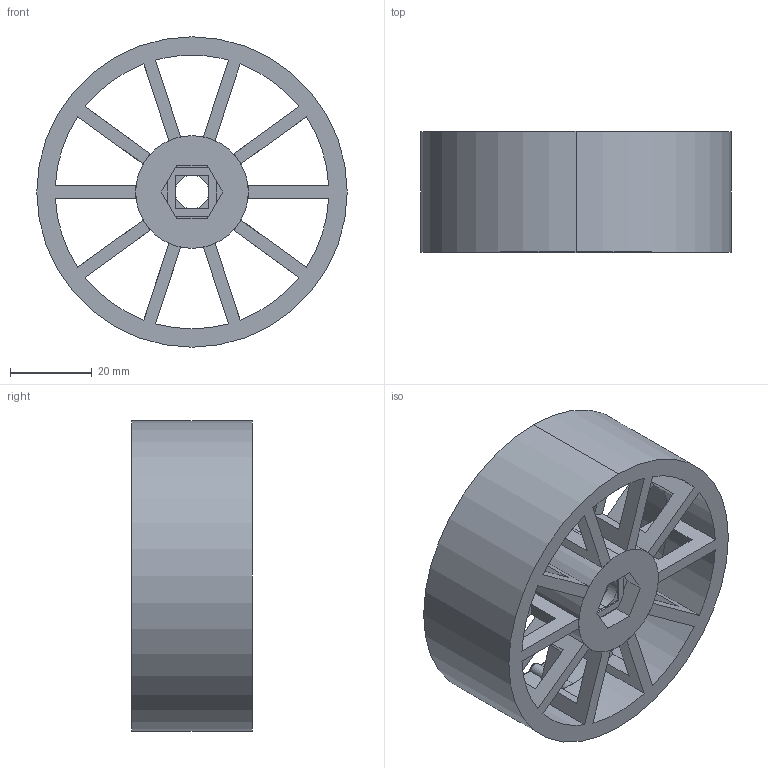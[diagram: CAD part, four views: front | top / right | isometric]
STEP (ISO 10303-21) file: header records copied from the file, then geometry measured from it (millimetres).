
FILE_DESCRIPTION (( 'STEP AP214' ), '1' );
FILE_NAME ('Knob_Cup_Large_HEX.STEP', '2021-12-17T00:11:34', ( '' ), ( '' ), 'SwSTEP 2.0', 'SolidWorks 2022', '' );
FILE_SCHEMA (( 'AUTOMOTIVE_DESIGN' ));
Length unit declared in the file: millimetre
Products named in the file (1): Knob_Cup_Large_HEX
Bounding box: 76 x 29.5 x 76 mm (x, y, z)
Volume: 37470 mm3; surface area: 25940.9 mm2
Topology: 3 solids, 3 shells, 126 faces, 349 edges, 231 vertices
Faces by surface type: plane 88, cylinder 33, torus 5
Entity records: 4140 total; most frequent: CARTESIAN_POINT 741, ORIENTED_EDGE 698, DIRECTION 676, EDGE_CURVE 349, VECTOR 268, LINE 268, VERTEX_POINT 231, AXIS2_PLACEMENT_3D 204
